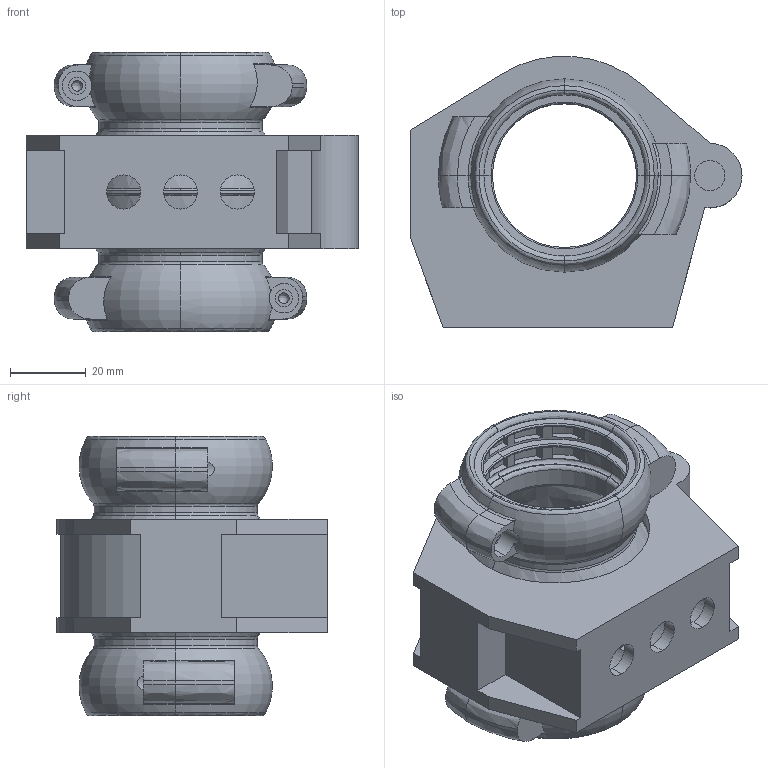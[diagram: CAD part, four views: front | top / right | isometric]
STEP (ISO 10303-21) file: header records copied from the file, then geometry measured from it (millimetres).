
FILE_DESCRIPTION (( 'STEP AP203' ), '1' );
FILE_NAME ('P8254.STEP', '2021-06-17T12:08:26', ( '' ), ( '' ), 'SwSTEP 2.0', 'SolidWorks 2019', '' );
FILE_SCHEMA (( 'CONFIG_CONTROL_DESIGN' ));
Length unit declared in the file: millimetre
Products named in the file (1): P8254
Bounding box: 87.53 x 71.41 x 73.6 mm (x, y, z)
Volume: 92699.2 mm3; surface area: 55255.7 mm2
Topology: 3 solids, 3 shells, 573 faces, 1551 edges, 1012 vertices
Faces by surface type: plane 236, cylinder 147, bspline 140, cone 42, torus 8
Entity records: 21712 total; most frequent: CARTESIAN_POINT 7762, ORIENTED_EDGE 3038, DIRECTION 2783, EDGE_CURVE 1519, AXIS2_PLACEMENT_3D 1077, VERTEX_POINT 1012, EDGE_LOOP 649, CIRCLE 643
